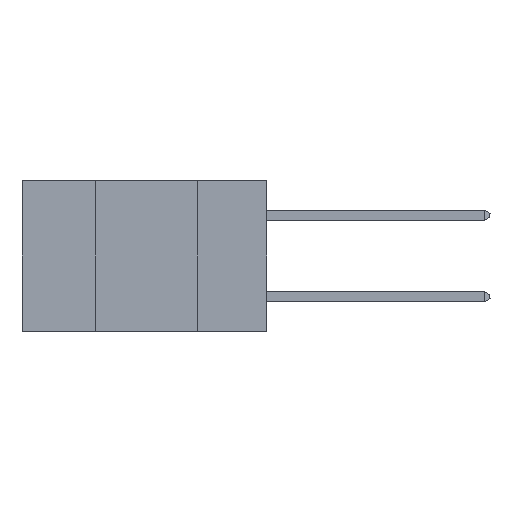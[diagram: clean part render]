
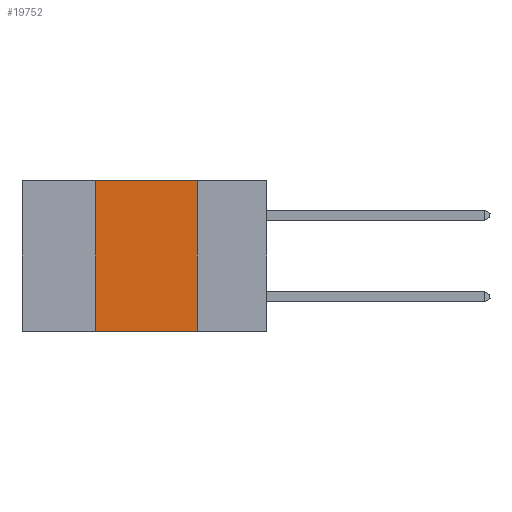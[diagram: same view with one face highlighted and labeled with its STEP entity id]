
A CAD part, left-side view. The second image highlights one B-rep face of the part: STEP entity #19752.
In plain terms, the highlighted planar face has unit normal (-1, 0, 0).
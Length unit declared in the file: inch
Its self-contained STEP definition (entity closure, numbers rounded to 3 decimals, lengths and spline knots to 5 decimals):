
#2066 = LINE ( 'NONE', #11170, #35245 ) ;
#2682 = PLANE ( 'NONE',  #38251 ) ;
#7484 = LINE ( 'NONE', #28653, #34108 ) ;
#8091 = ORIENTED_EDGE ( 'NONE', *, *, #32355, .F. ) ;
#11050 = EDGE_CURVE ( 'NONE', #23278, #38225, #33008, .T. ) ;
#11066 = EDGE_CURVE ( 'NONE', #32676, #38225, #25989, .T. ) ;
#11170 = CARTESIAN_POINT ( 'NONE',  ( 0., 0.6, 0. ) ) ;
#12111 = EDGE_CURVE ( 'NONE', #32676, #35769, #7484, .T. ) ;
#13373 = CARTESIAN_POINT ( 'NONE',  ( 0., 0.6, -0.37 ) ) ;
#16178 = DIRECTION ( 'NONE',  ( 0., -1., 0. ) ) ;
#17472 = VECTOR ( 'NONE', #16178, 39.37008 ) ;
#18854 = DIRECTION ( 'NONE',  ( 0., 0., -1. ) ) ;
#19752 = ADVANCED_FACE ( 'NONE', ( #39277 ), #2682, .F. ) ;
#22210 = CARTESIAN_POINT ( 'NONE',  ( 0., 0.42, -0.37 ) ) ;
#23278 = VERTEX_POINT ( 'NONE', #23650 ) ;
#23650 = CARTESIAN_POINT ( 'NONE',  ( 0., 0.17, 0. ) ) ;
#24899 = DIRECTION ( 'NONE',  ( 1., 0., 0. ) ) ;
#25184 = CARTESIAN_POINT ( 'NONE',  ( 0., 0.17, -0.37 ) ) ;
#25989 = LINE ( 'NONE', #13373, #17472 ) ;
#28507 = DIRECTION ( 'NONE',  ( 0., 0., 1. ) ) ;
#28653 = CARTESIAN_POINT ( 'NONE',  ( 0., 0.42, 0. ) ) ;
#28894 = ORIENTED_EDGE ( 'NONE', *, *, #11050, .F. ) ;
#31647 = CARTESIAN_POINT ( 'NONE',  ( 0., 0.6, 0. ) ) ;
#32059 = DIRECTION ( 'NONE',  ( 0., 0., -1. ) ) ;
#32355 = EDGE_CURVE ( 'NONE', #35769, #23278, #2066, .T. ) ;
#32368 = ORIENTED_EDGE ( 'NONE', *, *, #11066, .T. ) ;
#32676 = VERTEX_POINT ( 'NONE', #22210 ) ;
#33008 = LINE ( 'NONE', #38622, #38519 ) ;
#33632 = DIRECTION ( 'NONE',  ( 0., -1., 0. ) ) ;
#34108 = VECTOR ( 'NONE', #28507, 39.37008 ) ;
#34492 = ORIENTED_EDGE ( 'NONE', *, *, #12111, .F. ) ;
#35245 = VECTOR ( 'NONE', #33632, 39.37008 ) ;
#35769 = VERTEX_POINT ( 'NONE', #35849 ) ;
#35849 = CARTESIAN_POINT ( 'NONE',  ( 0., 0.42, 0. ) ) ;
#37961 = EDGE_LOOP ( 'NONE', ( #28894, #8091, #34492, #32368 ) ) ;
#38225 = VERTEX_POINT ( 'NONE', #25184 ) ;
#38251 = AXIS2_PLACEMENT_3D ( 'NONE', #31647, #24899, #18854 ) ;
#38519 = VECTOR ( 'NONE', #32059, 39.37008 ) ;
#38622 = CARTESIAN_POINT ( 'NONE',  ( 0., 0.17, 0. ) ) ;
#39277 = FACE_OUTER_BOUND ( 'NONE', #37961, .T. ) ;
